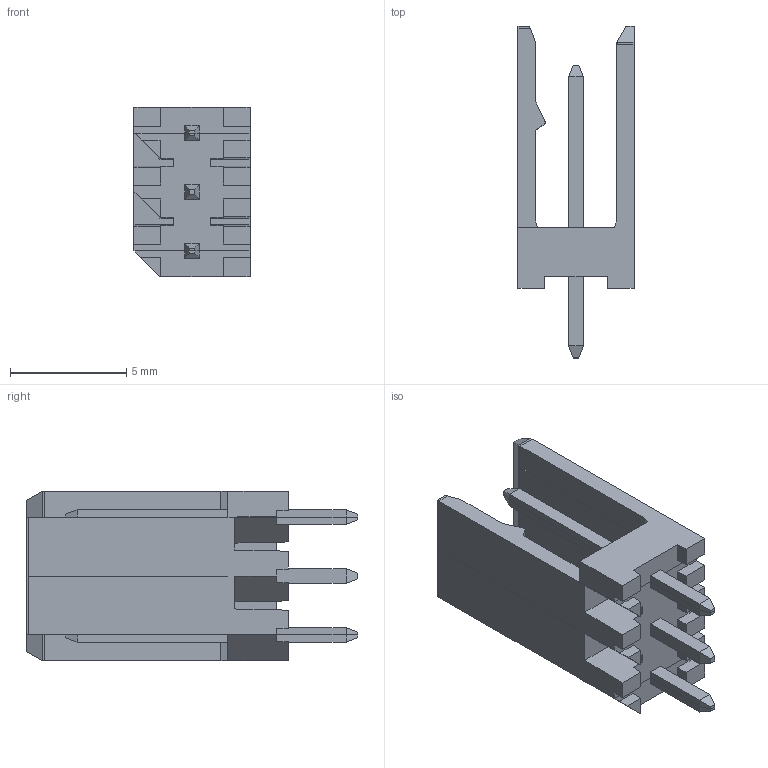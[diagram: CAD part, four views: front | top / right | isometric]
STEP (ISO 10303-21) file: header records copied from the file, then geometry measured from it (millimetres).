
FILE_DESCRIPTION(/* description */ ('Unknown'),/* implementation_level */ '2;1');
FILE_NAME(/* name */ '66100311622',/* time_stamp */ '2018-06-08T14:48:24+02:00',/* author */ ('Unknown'),/* organization */ ('Unknown'),/* preprocessor_version */ 'ST-DEVELOPER v16.7',/* originating_system */ 'DEX',/* authorisation */ $);
FILE_SCHEMA (('AUTOMOTIVE_DESIGN {1 0 10303 214 3 1 1}'));
Length unit declared in the file: millimetre
Products named in the file (5): 6610xx11622; 66100311622; 6610xx11622_02_06_DX; 6610xx11622_02_06_SX; 66100311622_Patch
Assembly tree (4 placements, depth 2):
  6610xx11622
    66100311622
    6610xx11622_02_06_DX
    6610xx11622_02_06_SX
    66100311622_Patch
Bounding box: 5 x 14.3 x 7.32 mm (x, y, z)
Volume: 165.7 mm3; surface area: 613.5 mm2
Topology: 5 solids, 5 shells, 205 faces, 567 edges, 368 vertices
Faces by surface type: plane 203, cylinder 2
Entity records: 7800 total; most frequent: CARTESIAN_POINT 1145, ORIENTED_EDGE 1134, DIRECTION 991, EDGE_CURVE 567, LINE 563, VECTOR 563, VERTEX_POINT 368, AXIS2_PLACEMENT_3D 214
